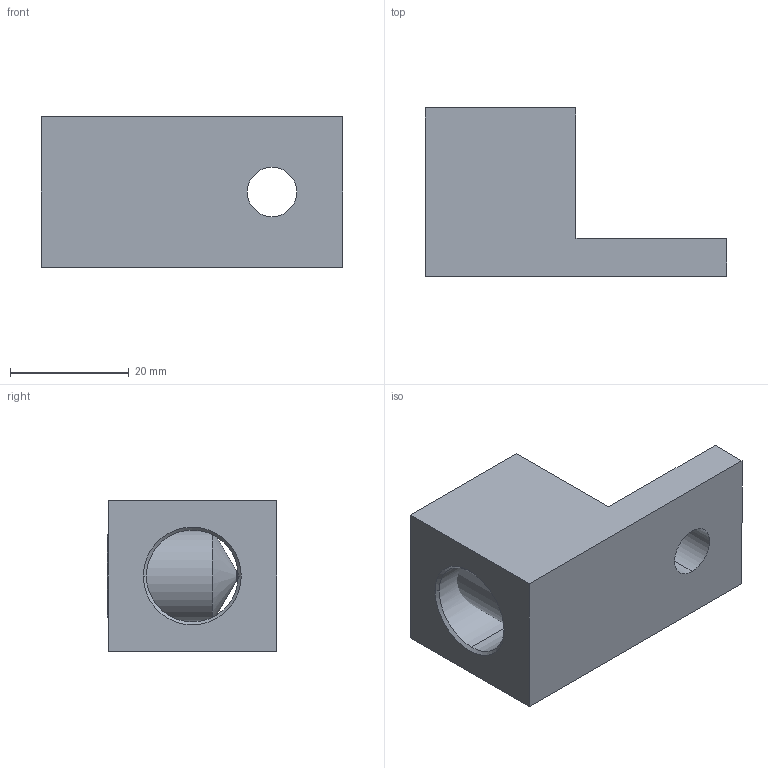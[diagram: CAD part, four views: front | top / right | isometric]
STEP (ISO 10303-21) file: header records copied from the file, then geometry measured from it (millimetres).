
FILE_DESCRIPTION (( 'STEP AP203' ), '1' );
FILE_NAME ('LA-250-1.step', '2023-11-15T15:14:23', ( '' ), ( '' ), 'SwSTEP 2.0', 'SolidWorks 2023', '' );
FILE_SCHEMA (( 'CONFIG_CONTROL_DESIGN' ));
Length unit declared in the file: inch
Products named in the file (1): LA-250-1
Bounding box: 50.8 x 28.51 x 25.4 mm (x, y, z)
Volume: 18955.5 mm3; surface area: 8391.4 mm2
Topology: 2 solids, 2 shells, 50 faces, 130 edges, 83 vertices
Faces by surface type: plane 27, cone 12, cylinder 10, bspline 1
Entity records: 1738 total; most frequent: CARTESIAN_POINT 423, DIRECTION 258, ORIENTED_EDGE 256, EDGE_CURVE 128, AXIS2_PLACEMENT_3D 94, VERTEX_POINT 83, LINE 70, VECTOR 70
